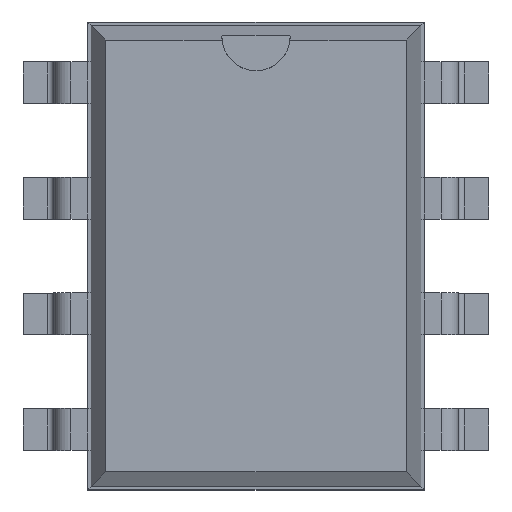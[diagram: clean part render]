
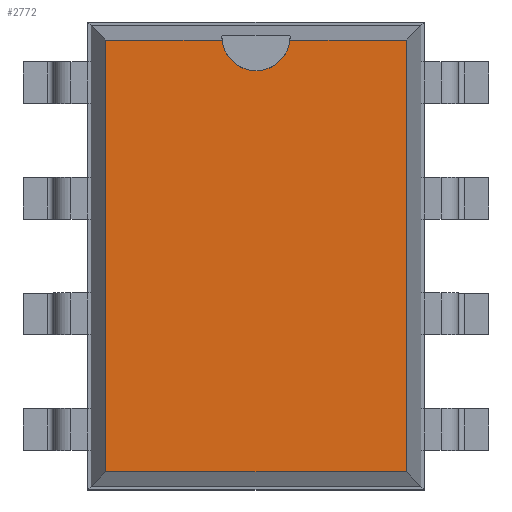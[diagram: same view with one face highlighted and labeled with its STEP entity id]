
A CAD part, top view. The second image highlights one B-rep face of the part: STEP entity #2772.
In plain terms, the highlighted planar face has unit normal (0, 0, 1).
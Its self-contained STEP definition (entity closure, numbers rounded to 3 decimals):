
#27=VECTOR('',#28,1.);
#28=DIRECTION('',(0.,1.,0.));
#34=VECTOR('',#35,1.);
#35=DIRECTION('',(-1.,0.,0.));
#41=VECTOR('',#42,1.);
#42=DIRECTION('',(0.,-1.,0.));
#46=VECTOR('',#47,1.);
#47=DIRECTION('',(1.,0.,0.));
#50=DIRECTION('',(0.,0.,-1.));
#673=DIRECTION('',(0.,0.,-1.));
#1888=VERTEX_POINT('',#1889);
#1889=CARTESIAN_POINT('',(3.296,4.741,3.68));
#1891=ORIENTED_EDGE('',*,*,#1892,.F.);
#1892=EDGE_CURVE('',#1893,#1888,#1895,.T.);
#1893=VERTEX_POINT('',#1894);
#1894=CARTESIAN_POINT('',(3.296,-4.741,3.68));
#1895=LINE('',#1894,#27);
#2304=VERTEX_POINT('',#2305);
#2305=CARTESIAN_POINT('',(-3.296,4.741,3.68));
#2307=ORIENTED_EDGE('',*,*,#2308,.F.);
#2308=EDGE_CURVE('',#2309,#2304,#2311,.T.);
#2309=VERTEX_POINT('',#2310);
#2310=CARTESIAN_POINT('',(-0.746,4.741,3.68));
#2311=LINE('',#1889,#34);
#2330=VERTEX_POINT('',#2331);
#2331=CARTESIAN_POINT('',(0.746,4.741,3.68));
#2337=ORIENTED_EDGE('',*,*,#2338,.F.);
#2338=EDGE_CURVE('',#1888,#2330,#2311,.T.);
#2358=VERTEX_POINT('',#2359);
#2359=CARTESIAN_POINT('',(-3.296,-4.741,3.68));
#2361=ORIENTED_EDGE('',*,*,#2362,.F.);
#2362=EDGE_CURVE('',#2304,#2358,#2363,.T.);
#2363=LINE('',#2305,#41);
#2767=ORIENTED_EDGE('',*,*,#2768,.F.);
#2768=EDGE_CURVE('',#2358,#1893,#2769,.T.);
#2769=LINE('',#2359,#46);
#2772=ADVANCED_FACE('',(#2773),#2784,.F.);
#2773=FACE_BOUND('',#2774,.F.);
#2774=EDGE_LOOP('',(#1891,#2767,#2361,#2307,#2775,#2782,#2337));
#2775=ORIENTED_EDGE('',*,*,#2776,.F.);
#2776=EDGE_CURVE('',#2777,#2309,#2779,.T.);
#2777=VERTEX_POINT('',#2778);
#2778=CARTESIAN_POINT('',(0.,4.066,3.68));
#2779=CIRCLE('',#2780,0.75);
#2780=AXIS2_PLACEMENT_3D('',#2781,#673,#42);
#2781=CARTESIAN_POINT('',(0.,4.816,3.68));
#2782=ORIENTED_EDGE('',*,*,#2783,.F.);
#2783=EDGE_CURVE('',#2330,#2777,#2779,.T.);
#2784=PLANE('',#2785);
#2785=AXIS2_PLACEMENT_3D('',#1894,#50,#2786);
#2786=DIRECTION('',(-0.571,0.821,0.));
